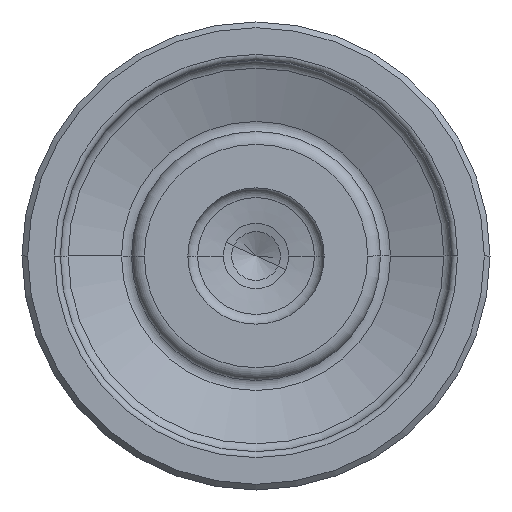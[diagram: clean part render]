
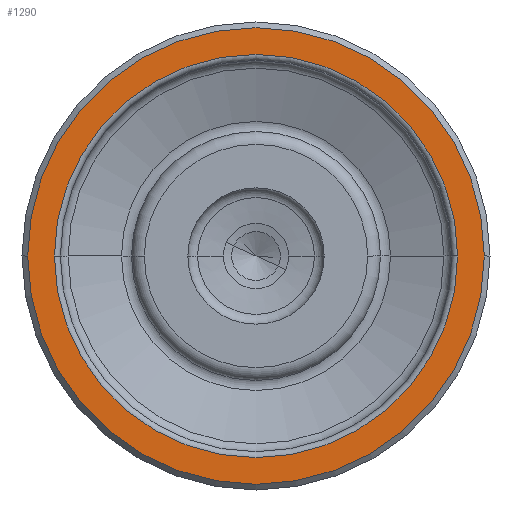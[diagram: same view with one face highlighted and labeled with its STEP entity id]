
A CAD part, front view. The second image highlights one B-rep face of the part: STEP entity #1290.
In plain terms, the highlighted planar face has unit normal (0, -1, 0).
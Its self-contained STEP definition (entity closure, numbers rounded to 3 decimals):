
#46 = CARTESIAN_POINT ( 'NONE',  ( 0., -0.396, 0. ) ) ;
#131 = FACE_BOUND ( 'NONE', #1086, .T. ) ;
#203 = CARTESIAN_POINT ( 'NONE',  ( 16.5, -0.396, 0. ) ) ;
#215 = DIRECTION ( 'NONE',  ( -1., 0., 0. ) ) ;
#422 = AXIS2_PLACEMENT_3D ( 'NONE', #46, #1272, #215 ) ;
#440 = CIRCLE ( 'NONE', #1197, 17. ) ;
#553 = PLANE ( 'NONE',  #2143 ) ;
#583 = CIRCLE ( 'NONE', #817, 19.25 ) ;
#591 = CARTESIAN_POINT ( 'NONE',  ( 17., -0.396, 0. ) ) ;
#691 = ORIENTED_EDGE ( 'NONE', *, *, #2052, .T. ) ;
#717 = ORIENTED_EDGE ( 'NONE', *, *, #2223, .T. ) ;
#726 = DIRECTION ( 'NONE',  ( 0., 1., 0. ) ) ;
#749 = EDGE_CURVE ( 'NONE', #1920, #1465, #440, .T. ) ;
#817 = AXIS2_PLACEMENT_3D ( 'NONE', #858, #2050, #1037 ) ;
#858 = CARTESIAN_POINT ( 'NONE',  ( 0., -0.396, 0. ) ) ;
#883 = DIRECTION ( 'NONE',  ( 0., -1., 0. ) ) ;
#885 = ORIENTED_EDGE ( 'NONE', *, *, #1704, .T. ) ;
#919 = DIRECTION ( 'NONE',  ( 0., 1., 0. ) ) ;
#1037 = DIRECTION ( 'NONE',  ( -1., 0., 0. ) ) ;
#1040 = ORIENTED_EDGE ( 'NONE', *, *, #749, .T. ) ;
#1084 = CIRCLE ( 'NONE', #422, 17. ) ;
#1086 = EDGE_LOOP ( 'NONE', ( #717, #1040 ) ) ;
#1197 = AXIS2_PLACEMENT_3D ( 'NONE', #1767, #726, #1933 ) ;
#1272 = DIRECTION ( 'NONE',  ( 0., 1., 0. ) ) ;
#1290 = ADVANCED_FACE ( 'NONE', ( #131, #1417 ), #553, .F. ) ;
#1350 = CARTESIAN_POINT ( 'NONE',  ( -19.25, -0.396, 0. ) ) ;
#1374 = AXIS2_PLACEMENT_3D ( 'NONE', #1905, #883, #2081 ) ;
#1403 = EDGE_LOOP ( 'NONE', ( #885, #691 ) ) ;
#1417 = FACE_OUTER_BOUND ( 'NONE', #1403, .T. ) ;
#1465 = VERTEX_POINT ( 'NONE', #2186 ) ;
#1494 = VERTEX_POINT ( 'NONE', #1350 ) ;
#1704 = EDGE_CURVE ( 'NONE', #1494, #1765, #2159, .T. ) ;
#1765 = VERTEX_POINT ( 'NONE', #2086 ) ;
#1767 = CARTESIAN_POINT ( 'NONE',  ( 0., -0.396, 0. ) ) ;
#1905 = CARTESIAN_POINT ( 'NONE',  ( 0., -0.396, 0. ) ) ;
#1920 = VERTEX_POINT ( 'NONE', #591 ) ;
#1933 = DIRECTION ( 'NONE',  ( -1., 0., 0. ) ) ;
#2050 = DIRECTION ( 'NONE',  ( 0., -1., 0. ) ) ;
#2052 = EDGE_CURVE ( 'NONE', #1765, #1494, #583, .T. ) ;
#2081 = DIRECTION ( 'NONE',  ( -1., 0., 0. ) ) ;
#2086 = CARTESIAN_POINT ( 'NONE',  ( 19.25, -0.396, 0. ) ) ;
#2112 = DIRECTION ( 'NONE',  ( -1., 0., 0. ) ) ;
#2143 = AXIS2_PLACEMENT_3D ( 'NONE', #203, #919, #2112 ) ;
#2159 = CIRCLE ( 'NONE', #1374, 19.25 ) ;
#2186 = CARTESIAN_POINT ( 'NONE',  ( -17., -0.396, 0. ) ) ;
#2223 = EDGE_CURVE ( 'NONE', #1465, #1920, #1084, .T. ) ;
